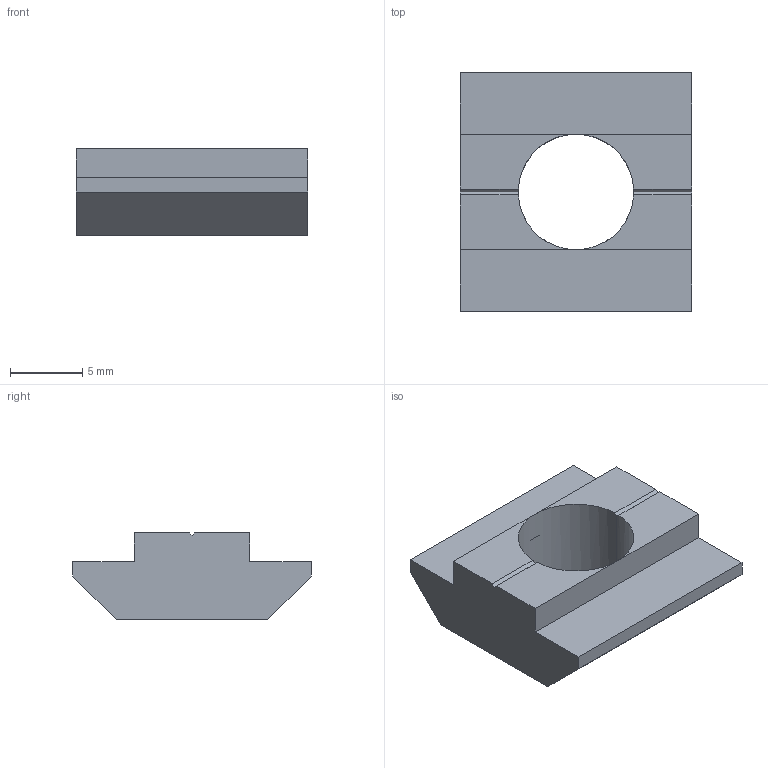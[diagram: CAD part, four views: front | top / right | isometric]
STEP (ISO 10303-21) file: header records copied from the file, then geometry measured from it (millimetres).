
FILE_DESCRIPTION(('STEP AP214'),'1');
FILE_NAME('cctmp_A977B377-A48A-4DC4-9588-27BB3598D997_2020_1_9_16_37_18_863..stp','2020-01-09T15:37:18',('Bosch Rexroth AG'),('CADClick - www.CADClick.com'),'Spatial InterOp 3D',' ','unknown authorization - (Healing Option Enabled)');
FILE_SCHEMA(('AUTOMOTIVE_DESIGN'));
Length unit declared in the file: millimetre
Products named in the file (1): 2020_01_09__16-37-18-863
Bounding box: 16 x 16.5 x 6 mm (x, y, z)
Volume: 866.1 mm3; surface area: 861.2 mm2
Topology: 1 solids, 1 shells, 21 faces, 56 edges, 36 vertices
Faces by surface type: plane 19, cylinder 2
Entity records: 852 total; most frequent: CARTESIAN_POINT 134, ORIENTED_EDGE 112, DIRECTION 102, EDGE_CURVE 56, LINE 46, VECTOR 46, VERTEX_POINT 36, AXIS2_PLACEMENT_3D 28
